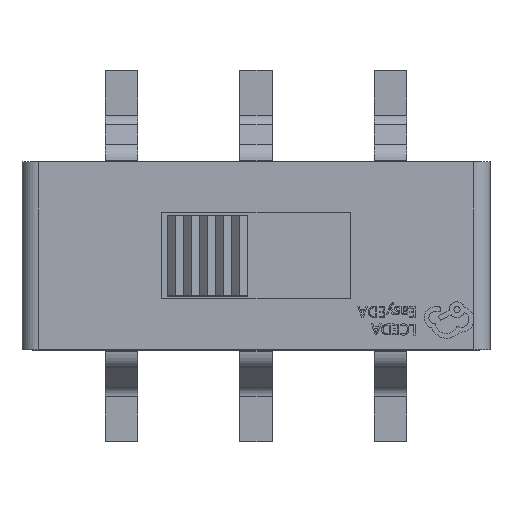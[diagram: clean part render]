
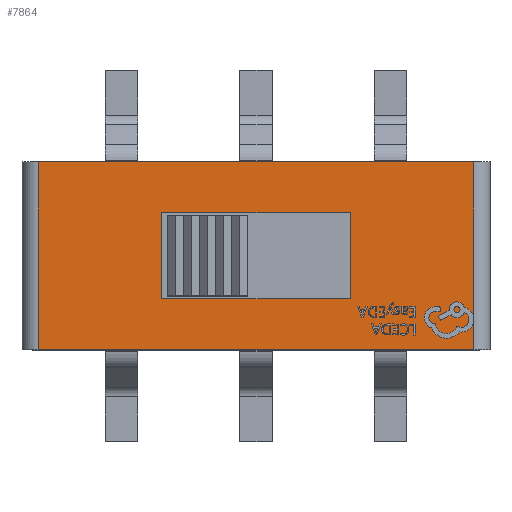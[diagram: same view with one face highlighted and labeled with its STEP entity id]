
A CAD part, top view. The second image highlights one B-rep face of the part: STEP entity #7864.
In plain terms, the highlighted planar face has unit normal (0, 0, 1).
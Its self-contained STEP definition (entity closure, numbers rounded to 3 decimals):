
#12 = EDGE_CURVE ( 'NONE', #15428, #12965, #11678, .T. ) ;
#863 = VECTOR ( 'NONE', #6387, 1000. ) ;
#1061 = CARTESIAN_POINT ( 'NONE',  ( 1.75, 0.8, 2.6 ) ) ;
#1569 = EDGE_LOOP ( 'NONE', ( #19362, #12511, #13509, #11057 ) ) ;
#1967 = DIRECTION ( 'NONE',  ( 0., -1., 0. ) ) ;
#2303 = CARTESIAN_POINT ( 'NONE',  ( -4.05, -1.745, 2.6 ) ) ;
#2504 = FACE_OUTER_BOUND ( 'NONE', #4070, .T. ) ;
#2546 = VERTEX_POINT ( 'NONE', #12097 ) ;
#2860 = VECTOR ( 'NONE', #8953, 1000. ) ;
#2983 = DIRECTION ( 'NONE',  ( -1., 0., 0. ) ) ;
#3608 = EDGE_CURVE ( 'NONE', #2546, #12302, #18646, .T. ) ;
#3688 = LINE ( 'NONE', #4081, #14493 ) ;
#3854 = CARTESIAN_POINT ( 'NONE',  ( -1.75, 0.8, 2.6 ) ) ;
#3899 = EDGE_CURVE ( 'NONE', #15844, #19980, #10460, .T. ) ;
#4070 = EDGE_LOOP ( 'NONE', ( #12086, #6641, #7269, #12873 ) ) ;
#4081 = CARTESIAN_POINT ( 'NONE',  ( -1.75, -0.8, 2.6 ) ) ;
#5217 = DIRECTION ( 'NONE',  ( 1., 0., 0. ) ) ;
#5632 = EDGE_CURVE ( 'NONE', #20227, #16327, #15769, .T. ) ;
#5979 = VECTOR ( 'NONE', #2983, 1000. ) ;
#6020 = EDGE_CURVE ( 'NONE', #16327, #15844, #3688, .T. ) ;
#6085 = AXIS2_PLACEMENT_3D ( 'NONE', #10423, #19905, #16733 ) ;
#6387 = DIRECTION ( 'NONE',  ( -1., 0., 0. ) ) ;
#6482 = CARTESIAN_POINT ( 'NONE',  ( -1.75, -0.8, 2.6 ) ) ;
#6641 = ORIENTED_EDGE ( 'NONE', *, *, #12, .F. ) ;
#7269 = ORIENTED_EDGE ( 'NONE', *, *, #16092, .F. ) ;
#7587 = CARTESIAN_POINT ( 'NONE',  ( 4.05, -1.745, 2.6 ) ) ;
#7609 = EDGE_CURVE ( 'NONE', #19980, #20227, #19323, .T. ) ;
#7864 = ADVANCED_FACE ( 'NONE', ( #11895, #2504 ), #8785, .F. ) ;
#8024 = EDGE_CURVE ( 'NONE', #12302, #12965, #17833, .T. ) ;
#8785 = PLANE ( 'NONE',  #6085 ) ;
#8920 = CARTESIAN_POINT ( 'NONE',  ( 1.75, -0.8, 2.6 ) ) ;
#8953 = DIRECTION ( 'NONE',  ( 0., 1., 0. ) ) ;
#9340 = CARTESIAN_POINT ( 'NONE',  ( -1.75, 0.8, 2.6 ) ) ;
#9378 = CARTESIAN_POINT ( 'NONE',  ( -4.05, -1.745, 2.6 ) ) ;
#10423 = CARTESIAN_POINT ( 'NONE',  ( -4.05, -1.745, 2.6 ) ) ;
#10460 = LINE ( 'NONE', #8920, #18023 ) ;
#11057 = ORIENTED_EDGE ( 'NONE', *, *, #5632, .F. ) ;
#11565 = CARTESIAN_POINT ( 'NONE',  ( -4.05, 1.745, 2.6 ) ) ;
#11678 = LINE ( 'NONE', #2303, #18770 ) ;
#11895 = FACE_BOUND ( 'NONE', #1569, .T. ) ;
#12086 = ORIENTED_EDGE ( 'NONE', *, *, #8024, .T. ) ;
#12097 = CARTESIAN_POINT ( 'NONE',  ( 4.05, -1.745, 2.6 ) ) ;
#12302 = VERTEX_POINT ( 'NONE', #19226 ) ;
#12511 = ORIENTED_EDGE ( 'NONE', *, *, #3899, .F. ) ;
#12873 = ORIENTED_EDGE ( 'NONE', *, *, #3608, .T. ) ;
#12965 = VERTEX_POINT ( 'NONE', #16424 ) ;
#13509 = ORIENTED_EDGE ( 'NONE', *, *, #6020, .F. ) ;
#13928 = CARTESIAN_POINT ( 'NONE',  ( -4.05, -1.745, 2.6 ) ) ;
#14493 = VECTOR ( 'NONE', #5217, 1000. ) ;
#14595 = DIRECTION ( 'NONE',  ( -1., 0., 0. ) ) ;
#14965 = DIRECTION ( 'NONE',  ( 0., 1., 0. ) ) ;
#15428 = VERTEX_POINT ( 'NONE', #13928 ) ;
#15769 = LINE ( 'NONE', #6482, #15773 ) ;
#15773 = VECTOR ( 'NONE', #1967, 1000. ) ;
#15844 = VERTEX_POINT ( 'NONE', #18202 ) ;
#16092 = EDGE_CURVE ( 'NONE', #2546, #15428, #20181, .T. ) ;
#16327 = VERTEX_POINT ( 'NONE', #19559 ) ;
#16424 = CARTESIAN_POINT ( 'NONE',  ( -4.05, 1.745, 2.6 ) ) ;
#16733 = DIRECTION ( 'NONE',  ( -1., 0., 0. ) ) ;
#17160 = DIRECTION ( 'NONE',  ( 0., 1., 0. ) ) ;
#17833 = LINE ( 'NONE', #11565, #863 ) ;
#18023 = VECTOR ( 'NONE', #17160, 1000. ) ;
#18202 = CARTESIAN_POINT ( 'NONE',  ( 1.75, -0.8, 2.6 ) ) ;
#18646 = LINE ( 'NONE', #7587, #2860 ) ;
#18770 = VECTOR ( 'NONE', #14965, 1000. ) ;
#19226 = CARTESIAN_POINT ( 'NONE',  ( 4.05, 1.745, 2.6 ) ) ;
#19323 = LINE ( 'NONE', #3854, #20208 ) ;
#19362 = ORIENTED_EDGE ( 'NONE', *, *, #7609, .F. ) ;
#19559 = CARTESIAN_POINT ( 'NONE',  ( -1.75, -0.8, 2.6 ) ) ;
#19905 = DIRECTION ( 'NONE',  ( 0., 0., -1. ) ) ;
#19980 = VERTEX_POINT ( 'NONE', #1061 ) ;
#20181 = LINE ( 'NONE', #9378, #5979 ) ;
#20208 = VECTOR ( 'NONE', #14595, 1000. ) ;
#20227 = VERTEX_POINT ( 'NONE', #9340 ) ;
